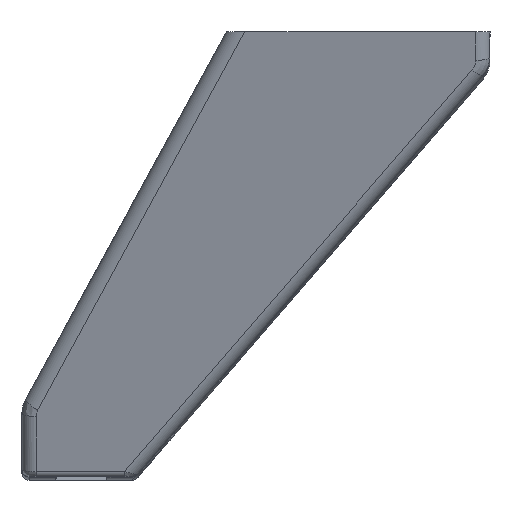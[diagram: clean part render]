
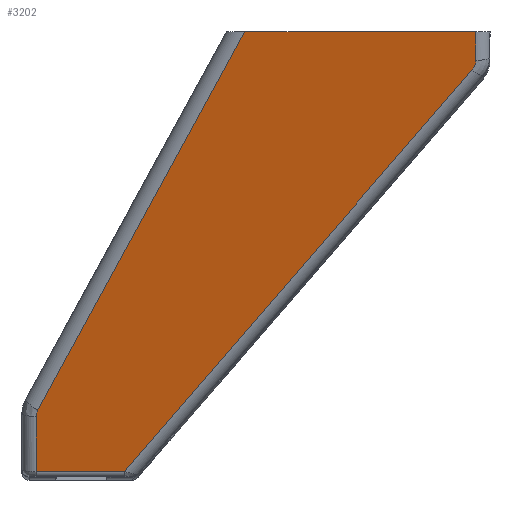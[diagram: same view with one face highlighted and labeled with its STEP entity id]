
A CAD part, top view. The second image highlights one B-rep face of the part: STEP entity #3202.
In plain terms, the highlighted planar face has unit normal (0, -0.259, 0.966).
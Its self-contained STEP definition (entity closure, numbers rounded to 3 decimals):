
#86 = CARTESIAN_POINT ( 'NONE',  ( 176.633, -93.379, -4.601 ) ) ;
#180 = VERTEX_POINT ( 'NONE', #1813 ) ;
#216 = CARTESIAN_POINT ( 'NONE',  ( 175.633, -93.75, -4.7 ) ) ;
#278 = CARTESIAN_POINT ( 'NONE',  ( 182.822, -93.379, -4.601 ) ) ;
#395 = LINE ( 'NONE', #3285, #2291 ) ;
#431 = CARTESIAN_POINT ( 'NONE',  ( 176.675, -89.188, -3.478 ) ) ;
#465 = CARTESIAN_POINT ( 'NONE',  ( 207.5, -64.756, 3.069 ) ) ;
#505 = DIRECTION ( 'NONE',  ( 0.642, 0.741, 0.199 ) ) ;
#523 = EDGE_CURVE ( 'NONE', #3247, #2921, #2701, .T. ) ;
#681 = ORIENTED_EDGE ( 'NONE', *, *, #2461, .T. ) ;
#748 = DIRECTION ( 'NONE',  ( 0., -0.966, -0.259 ) ) ;
#848 =( BOUNDED_CURVE ( )  B_SPLINE_CURVE ( 3, ( #1012, #431, #1811, #2843 ),
 .UNSPECIFIED., .F., .T. ) 
 B_SPLINE_CURVE_WITH_KNOTS ( ( 4, 4 ),
 ( 4.212, 4.712 ),
 .UNSPECIFIED. ) 
 CURVE ( )  GEOMETRIC_REPRESENTATION_ITEM ( )  RATIONAL_B_SPLINE_CURVE ( ( 1., 0.979, 0.979, 1. ) ) 
 REPRESENTATION_ITEM ( '' )  );
#892 = EDGE_CURVE ( 'NONE', #2921, #2221, #395, .T. ) ;
#920 = VECTOR ( 'NONE', #997, 1000. ) ;
#934 = DIRECTION ( 'NONE',  ( 0., -0.966, -0.259 ) ) ;
#944 = CARTESIAN_POINT ( 'NONE',  ( 207.256, -65.168, 2.959 ) ) ;
#995 = CARTESIAN_POINT ( 'NONE',  ( 207.5, -64.513, 3.134 ) ) ;
#997 = DIRECTION ( 'NONE',  ( 1., 0., 0. ) ) ;
#1012 = CARTESIAN_POINT ( 'NONE',  ( 176.756, -89.04, -3.438 ) ) ;
#1033 = ORIENTED_EDGE ( 'NONE', *, *, #2402, .T. ) ;
#1097 = DIRECTION ( 'NONE',  ( -1., 0., 0. ) ) ;
#1175 = EDGE_CURVE ( 'NONE', #1920, #2932, #2198, .T. ) ;
#1267 = FACE_OUTER_BOUND ( 'NONE', #1902, .T. ) ;
#1317 = AXIS2_PLACEMENT_3D ( 'NONE', #216, #2829, #748 ) ;
#1336 = CARTESIAN_POINT ( 'NONE',  ( 207.365, -65.041, 2.992 ) ) ;
#1364 = ORIENTED_EDGE ( 'NONE', *, *, #1175, .T. ) ;
#1412 = VECTOR ( 'NONE', #2354, 1000. ) ;
#1591 = VECTOR ( 'NONE', #505, 1000. ) ;
#1758 = CARTESIAN_POINT ( 'NONE',  ( 207.5, -62.5, 3.673 ) ) ;
#1781 = CARTESIAN_POINT ( 'NONE',  ( 207.5, -64.513, 3.134 ) ) ;
#1798 = ORIENTED_EDGE ( 'NONE', *, *, #2584, .T. ) ;
#1809 = CARTESIAN_POINT ( 'NONE',  ( 176.756, -89.04, -3.438 ) ) ;
#1811 = CARTESIAN_POINT ( 'NONE',  ( 176.633, -89.352, -3.521 ) ) ;
#1812 = CARTESIAN_POINT ( 'NONE',  ( 182.501, -93.379, -4.601 ) ) ;
#1813 = CARTESIAN_POINT ( 'NONE',  ( 176.633, -89.52, -3.567 ) ) ;
#1842 = CARTESIAN_POINT ( 'NONE',  ( 208.5, -62.5, 3.673 ) ) ;
#1862 = VERTEX_POINT ( 'NONE', #86 ) ;
#1902 = EDGE_LOOP ( 'NONE', ( #1798, #2054, #681, #2746, #2365, #1033, #1364, #2361 ) ) ;
#1920 = VERTEX_POINT ( 'NONE', #2006 ) ;
#1977 = EDGE_CURVE ( 'NONE', #2932, #180, #848, .T. ) ;
#2006 = CARTESIAN_POINT ( 'NONE',  ( 191.282, -62.5, 3.673 ) ) ;
#2054 = ORIENTED_EDGE ( 'NONE', *, *, #2342, .T. ) ;
#2192 = DIRECTION ( 'NONE',  ( 0., 0.966, 0.259 ) ) ;
#2198 = LINE ( 'NONE', #3238, #1412 ) ;
#2221 = VERTEX_POINT ( 'NONE', #1758 ) ;
#2249 = VECTOR ( 'NONE', #934, 1000. ) ;
#2291 = VECTOR ( 'NONE', #2192, 1000. ) ;
#2305 = CARTESIAN_POINT ( 'NONE',  ( 207.415, -64.984, 3.008 ) ) ;
#2317 = PLANE ( 'NONE',  #1317 ) ;
#2342 = EDGE_CURVE ( 'NONE', #1862, #3093, #2796, .T. ) ;
#2354 = DIRECTION ( 'NONE',  ( -0.467, -0.854, -0.229 ) ) ;
#2361 = ORIENTED_EDGE ( 'NONE', *, *, #1977, .T. ) ;
#2365 = ORIENTED_EDGE ( 'NONE', *, *, #892, .T. ) ;
#2402 = EDGE_CURVE ( 'NONE', #2221, #1920, #2603, .T. ) ;
#2461 = EDGE_CURVE ( 'NONE', #3093, #3247, #2675, .T. ) ;
#2473 = CARTESIAN_POINT ( 'NONE',  ( 207.256, -65.168, 2.959 ) ) ;
#2510 = VECTOR ( 'NONE', #1097, 1000. ) ;
#2584 = EDGE_CURVE ( 'NONE', #180, #1862, #2700, .T. ) ;
#2603 = LINE ( 'NONE', #1842, #2510 ) ;
#2675 = LINE ( 'NONE', #1336, #1591 ) ;
#2700 = LINE ( 'NONE', #3042, #2249 ) ;
#2701 =( BOUNDED_CURVE ( )  B_SPLINE_CURVE ( 3, ( #944, #2305, #465, #1781 ),
 .UNSPECIFIED., .F., .T. ) 
 B_SPLINE_CURVE_WITH_KNOTS ( ( 4, 4 ),
 ( 0.857, 1.571 ),
 .UNSPECIFIED. ) 
 CURVE ( )  GEOMETRIC_REPRESENTATION_ITEM ( )  RATIONAL_B_SPLINE_CURVE ( ( 1., 0.958, 0.958, 1. ) ) 
 REPRESENTATION_ITEM ( '' )  );
#2746 = ORIENTED_EDGE ( 'NONE', *, *, #523, .T. ) ;
#2796 = LINE ( 'NONE', #1812, #920 ) ;
#2829 = DIRECTION ( 'NONE',  ( 0., -0.259, 0.966 ) ) ;
#2843 = CARTESIAN_POINT ( 'NONE',  ( 176.633, -89.52, -3.567 ) ) ;
#2921 = VERTEX_POINT ( 'NONE', #995 ) ;
#2932 = VERTEX_POINT ( 'NONE', #1809 ) ;
#3042 = CARTESIAN_POINT ( 'NONE',  ( 176.633, -93.75, -4.7 ) ) ;
#3093 = VERTEX_POINT ( 'NONE', #278 ) ;
#3202 = ADVANCED_FACE ( 'NONE', ( #1267 ), #2317, .T. ) ;
#3238 = CARTESIAN_POINT ( 'NONE',  ( 176.88, -88.813, -3.377 ) ) ;
#3247 = VERTEX_POINT ( 'NONE', #2473 ) ;
#3285 = CARTESIAN_POINT ( 'NONE',  ( 207.5, -62.5, 3.673 ) ) ;
